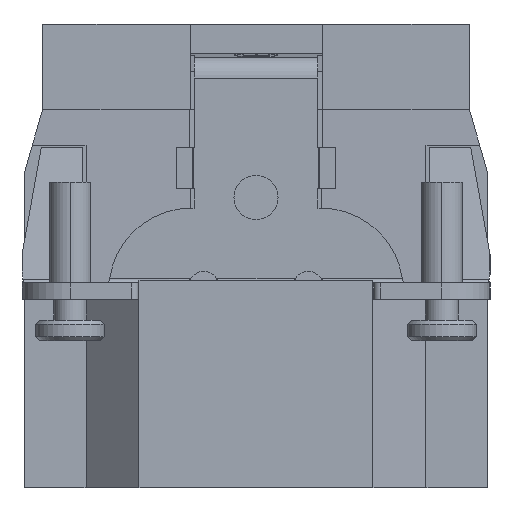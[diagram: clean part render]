
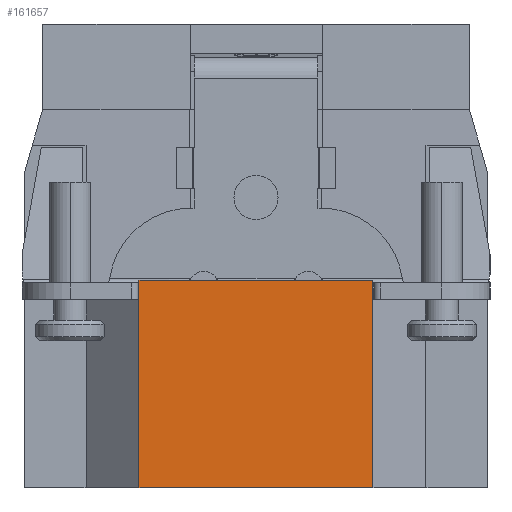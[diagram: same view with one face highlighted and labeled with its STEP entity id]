
A CAD part, left-side view. The second image highlights one B-rep face of the part: STEP entity #161657.
In plain terms, the highlighted planar face has unit normal (-1, 0, 0).
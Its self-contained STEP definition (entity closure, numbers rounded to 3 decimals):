
#372=DIRECTION('',(0.,1.,0.));
#373=VECTOR('',#372,17.);
#374=CARTESIAN_POINT('',(-54.95,-8.5,0.));
#375=LINE('',#374,#373);
#34778=DIRECTION('',(0.,1.,0.));
#34779=VECTOR('',#34778,17.);
#34780=CARTESIAN_POINT('',(-54.95,-8.5,15.1));
#34781=LINE('',#34780,#34779);
#38744=DIRECTION('',(0.,0.,-1.));
#38745=VECTOR('',#38744,15.1);
#38746=CARTESIAN_POINT('',(-54.95,-8.5,15.1));
#38747=LINE('',#38746,#38745);
#38748=DIRECTION('',(0.,0.,-1.));
#38749=VECTOR('',#38748,15.1);
#38750=CARTESIAN_POINT('',(-54.95,8.5,15.1));
#38751=LINE('',#38750,#38749);
#99820=CARTESIAN_POINT('',(-54.95,-8.5,0.));
#99821=CARTESIAN_POINT('',(-54.95,8.5,0.));
#99822=VERTEX_POINT('',#99820);
#99823=VERTEX_POINT('',#99821);
#99828=CARTESIAN_POINT('',(-54.95,-8.5,15.1));
#99829=VERTEX_POINT('',#99828);
#99830=CARTESIAN_POINT('',(-54.95,8.5,15.1));
#99831=VERTEX_POINT('',#99830);
#161646=CARTESIAN_POINT('',(-54.95,-16.8,11.5));
#161647=DIRECTION('',(-1.,0.,0.));
#161648=DIRECTION('',(0.,1.,0.));
#161649=AXIS2_PLACEMENT_3D('',#161646,#161647,#161648);
#161650=PLANE('',#161649);
#161651=ORIENTED_EDGE('',*,*,#155775,.F.);
#161652=ORIENTED_EDGE('',*,*,#155543,.T.);
#161653=ORIENTED_EDGE('',*,*,#133171,.T.);
#161654=ORIENTED_EDGE('',*,*,#159497,.F.);
#161655=EDGE_LOOP('',(#161651,#161652,#161653,#161654));
#161656=FACE_OUTER_BOUND('',#161655,.F.);
#161657=ADVANCED_FACE('',(#161656),#161650,.T.);
#133171=EDGE_CURVE('',#99822,#99823,#375,.T.);
#155543=EDGE_CURVE('',#99829,#99822,#38747,.T.);
#155775=EDGE_CURVE('',#99829,#99831,#34781,.T.);
#159497=EDGE_CURVE('',#99831,#99823,#38751,.T.);
